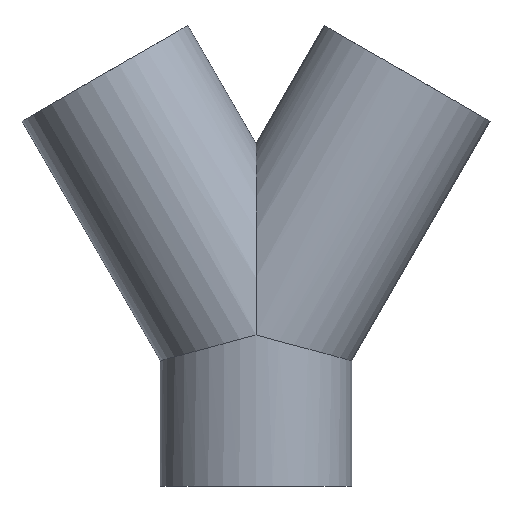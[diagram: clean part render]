
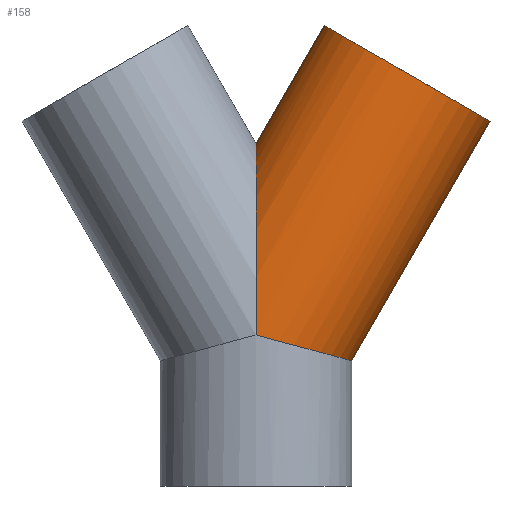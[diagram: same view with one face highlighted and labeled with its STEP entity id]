
A CAD part, top view. The second image highlights one B-rep face of the part: STEP entity #158.
In plain terms, the highlighted cylindrical face has radius 24.13 mm (diameter 48.26 mm), a full revolution.
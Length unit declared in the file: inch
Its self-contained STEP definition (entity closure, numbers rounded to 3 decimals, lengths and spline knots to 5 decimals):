
#23=FACE_OUTER_BOUND('',#32,.T.);
#32=EDGE_LOOP('',(#118,#119,#120,#121,#122,#123,#124));
#44=CIRCLE('',#201,0.95);
#50=LINE('',#298,#56);
#56=VECTOR('',#244,0.95);
#65=ELLIPSE('',#197,0.98351,0.95);
#66=ELLIPSE('',#198,1.9,0.95);
#67=ELLIPSE('',#199,1.9,0.95);
#68=ELLIPSE('',#200,0.98351,0.95);
#76=VERTEX_POINT('',#289);
#77=VERTEX_POINT('',#290);
#78=VERTEX_POINT('',#292);
#79=VERTEX_POINT('',#294);
#80=VERTEX_POINT('',#297);
#93=EDGE_CURVE('',#76,#77,#65,.T.);
#94=EDGE_CURVE('',#78,#76,#66,.T.);
#95=EDGE_CURVE('',#79,#78,#67,.T.);
#96=EDGE_CURVE('',#77,#79,#68,.T.);
#97=EDGE_CURVE('',#77,#80,#50,.T.);
#98=EDGE_CURVE('',#80,#80,#44,.T.);
#118=ORIENTED_EDGE('',*,*,#93,.F.);
#119=ORIENTED_EDGE('',*,*,#94,.F.);
#120=ORIENTED_EDGE('',*,*,#95,.F.);
#121=ORIENTED_EDGE('',*,*,#96,.F.);
#122=ORIENTED_EDGE('',*,*,#97,.T.);
#123=ORIENTED_EDGE('',*,*,#98,.F.);
#124=ORIENTED_EDGE('',*,*,#97,.F.);
#152=CYLINDRICAL_SURFACE('',#196,0.95);
#158=ADVANCED_FACE('',(#23),#152,.T.);
#196=AXIS2_PLACEMENT_3D('',#288,#234,#235);
#197=AXIS2_PLACEMENT_3D('',#291,#236,#237);
#198=AXIS2_PLACEMENT_3D('',#293,#238,#239);
#199=AXIS2_PLACEMENT_3D('',#295,#240,#241);
#200=AXIS2_PLACEMENT_3D('',#296,#242,#243);
#201=AXIS2_PLACEMENT_3D('',#299,#245,#246);
#234=DIRECTION('center_axis',(-0.5,-0.866,0.));
#235=DIRECTION('ref_axis',(-0.866,0.5,0.));
#236=DIRECTION('center_axis',(-0.259,-0.966,0.));
#237=DIRECTION('ref_axis',(-0.966,0.259,0.));
#238=DIRECTION('center_axis',(-1.,0.,0.));
#239=DIRECTION('ref_axis',(0.,1.,0.));
#240=DIRECTION('center_axis',(-1.,0.,0.));
#241=DIRECTION('ref_axis',(0.,1.,0.));
#242=DIRECTION('center_axis',(-0.259,-0.966,0.));
#243=DIRECTION('ref_axis',(-0.966,0.259,0.));
#244=DIRECTION('',(0.5,0.866,0.));
#245=DIRECTION('center_axis',(0.5,0.866,0.));
#246=DIRECTION('ref_axis',(-0.866,0.5,0.));
#288=CARTESIAN_POINT('Origin',(1.5,4.09808,0.));
#289=CARTESIAN_POINT('',(0.,1.5,-0.95));
#290=CARTESIAN_POINT('',(0.95,1.24545,0.));
#291=CARTESIAN_POINT('Origin',(0.,1.5,0.));
#292=CARTESIAN_POINT('',(0.,3.4,0.));
#293=CARTESIAN_POINT('Origin',(0.,1.5,0.));
#294=CARTESIAN_POINT('',(0.,1.5,0.95));
#295=CARTESIAN_POINT('Origin',(0.,1.5,0.));
#296=CARTESIAN_POINT('Origin',(0.,1.5,0.));
#297=CARTESIAN_POINT('',(2.32272,3.62308,0.));
#298=CARTESIAN_POINT('',(2.32272,3.62308,0.));
#299=CARTESIAN_POINT('Origin',(1.5,4.09808,0.));
